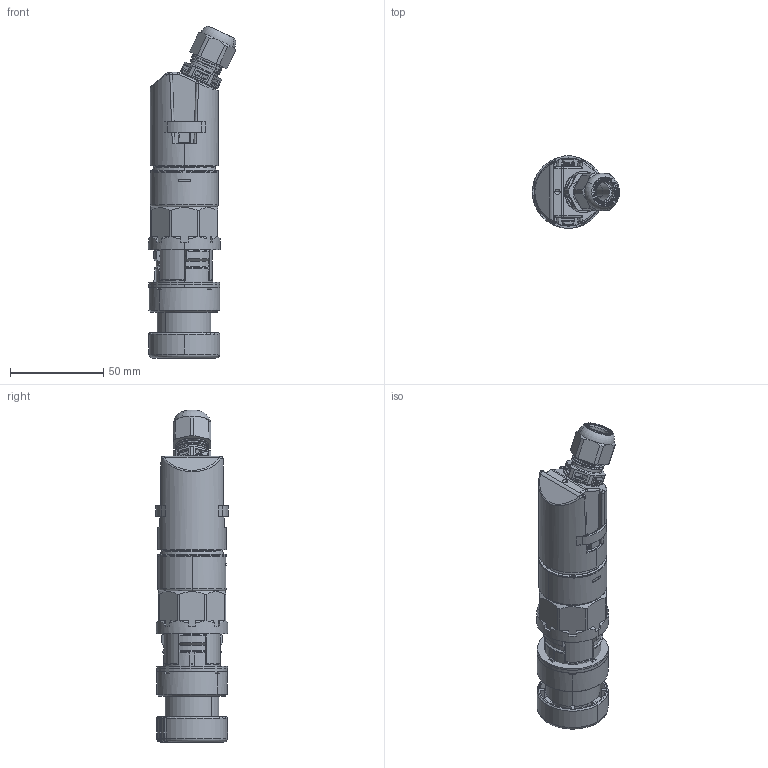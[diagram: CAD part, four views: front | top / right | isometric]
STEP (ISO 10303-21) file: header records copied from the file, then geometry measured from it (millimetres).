
FILE_DESCRIPTION (( 'STEP AP203' ), '1' );
FILE_NAME ('8003-1_1-010.STEP', '2015-09-03T12:56:20', ( '' ), ( '' ), 'SwSTEP 2.0', 'SolidWorks 2015', '' );
FILE_SCHEMA (( 'CONFIG_CONTROL_DESIGN' ));
Length unit declared in the file: millimetre
Products named in the file (20): 81_610_76_01_0_Erweitert; 86_029_07_95_0; 81_610_76_01_0_Hutmutter_Kennzeichnung; 86_029_01_84_0-Pfeil; 81_610_76_01_0_Dichtung; 86_029_18_15_0; 86_020_95_03_0_3d export; 86_029_14_80_0; 506_872_0; 86_029_06_24_0_3d export; 8003-1_1-010; 80_039_02_51_0; 80_139_01_66_0_Dichtung_angepasst; 81_616_05_30_0_Anschlussgewindedichtung_M16; 81_610_76_01_0_Stutzen_Erweitert; 80_139_01_66_0_ohne Dichtung; 80_139_01_66_0; 80_139_02_51_0; 80_139_01_14_0
Assembly tree (19 placements, depth 3):
  8003-1_1-010
    80_039_02_51_0
      80_039_02_51_0
    80_139_01_66_0
      80_139_01_66_0_ohne Dichtung
      80_139_01_66_0_Dichtung_angepasst
    80_139_02_51_0
    86_020_95_03_0_3d export
      86_029_14_80_0
      86_029_06_24_0_3d export
      86_029_18_15_0
      86_029_07_95_0
      86_029_01_84_0-Pfeil
    81_610_76_01_0_Erweitert
      81_610_76_01_0_Stutzen_Erweitert
      81_610_76_01_0_Dichtung
      81_610_76_01_0_Hutmutter_Kennzeichnung
      81_616_05_30_0_Anschlussgewindedichtung_M16
    506_872_0
    80_139_01_14_0
Bounding box: 46.73 x 38.96 x 177.78 mm (x, y, z)
Volume: 65598.8 mm3; surface area: 84266.3 mm2
Topology: 15 solids, 15 shells, 4092 faces, 11057 edges, 7123 vertices
Faces by surface type: plane 1980, cylinder 821, bspline 647, cone 323, torus 255, sphere 66
Entity records: 172989 total; most frequent: CARTESIAN_POINT 72326, ORIENTED_EDGE 22046, DIRECTION 18551, EDGE_CURVE 11023, VERTEX_POINT 7119, AXIS2_PLACEMENT_3D 6201, VECTOR 6149, LINE 6149
